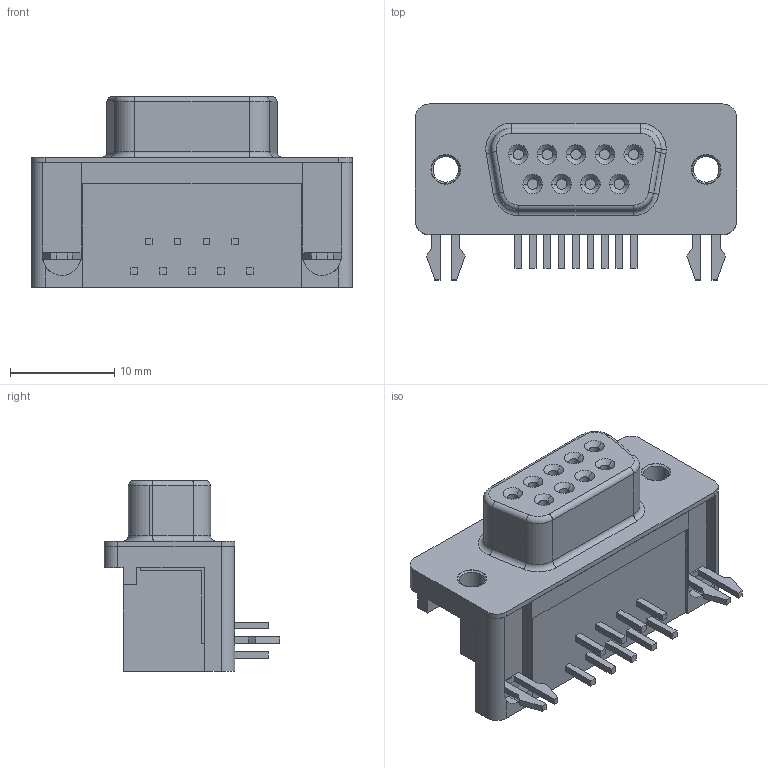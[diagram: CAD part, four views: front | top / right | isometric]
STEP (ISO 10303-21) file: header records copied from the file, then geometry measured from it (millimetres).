
FILE_DESCRIPTION (( 'STEP AP214' ), '1' );
FILE_NAME ('A-DF 09 A_KG-T4S.STEP', '2021-03-29T11:21:07', ( '' ), ( '' ), 'SwSTEP 2.0', 'SolidWorks 2017', '' );
FILE_SCHEMA (( 'AUTOMOTIVE_DESIGN' ));
Length unit declared in the file: millimetre
Products named in the file (2): A-DF 09 A_KG-T4S
Assembly tree (1 placements, depth 2):
  A-DF 09 A_KG-T4S
    A-DF 09 A_KG-T4S
Bounding box: 30.81 x 16.88 x 18.3 mm (x, y, z)
Volume: 3916.3 mm3; surface area: 3902.6 mm2
Topology: 17 solids, 17 shells, 263 faces, 611 edges, 392 vertices
Faces by surface type: plane 158, cylinder 73, cone 22, torus 10
Entity records: 7689 total; most frequent: DIRECTION 1319, CARTESIAN_POINT 1286, ORIENTED_EDGE 1222, EDGE_CURVE 611, AXIS2_PLACEMENT_3D 445, LINE 429, VECTOR 429, VERTEX_POINT 392
